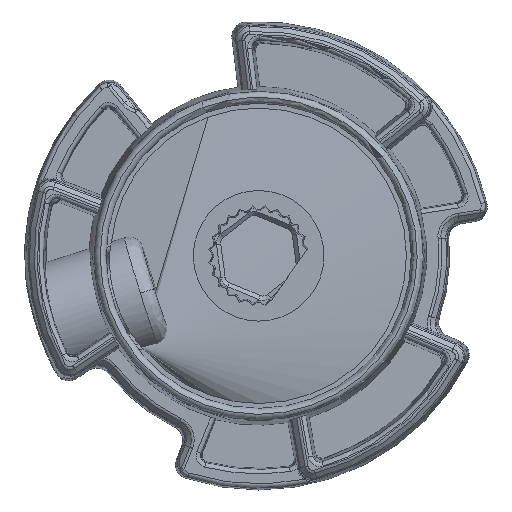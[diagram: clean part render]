
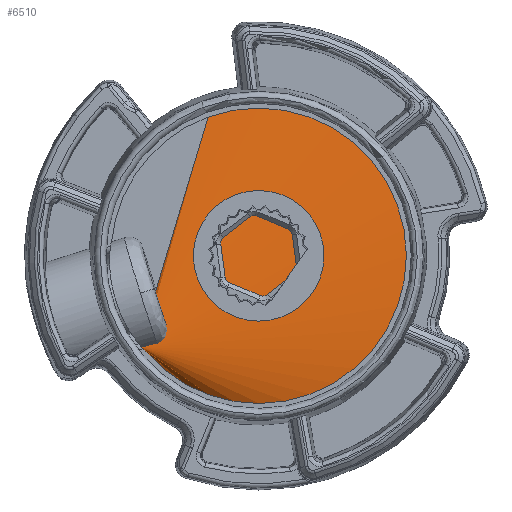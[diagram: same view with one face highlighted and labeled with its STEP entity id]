
A CAD part, left-side view. The second image highlights one B-rep face of the part: STEP entity #6510.
In plain terms, the highlighted conical face has half-angle 2 degrees and reference radius 10.586 mm.
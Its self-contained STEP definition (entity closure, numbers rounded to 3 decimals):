
#446=B_SPLINE_CURVE_WITH_KNOTS('',3,(#16308,#16309,#16310,#16311,#16312,
#16313,#16314,#16315,#16316,#16317,#16318,#16319,#16320,#16321,#16322,#16323,
#16324,#16325),.UNSPECIFIED.,.F.,.F.,(4,2,2,2,2,2,2,2,4),(0.005,
0.155,0.309,0.463,0.617,
0.771,0.926,1.08,1.229),
 .UNSPECIFIED.);
#1026=FACE_OUTER_BOUND('',#1436,.T.);
#1436=EDGE_LOOP('',(#5605,#5606,#5607,#5608,#5609,#5610,#5611));
#1740=CIRCLE('',#7042,10.586);
#1744=CIRCLE('',#7046,10.586);
#1778=CIRCLE('',#7127,10.25);
#1779=CIRCLE('',#7128,10.25);
#2164=LINE('',#18489,#2499);
#2499=VECTOR('',#8587,10.586);
#2972=VERTEX_POINT('',#16139);
#2973=VERTEX_POINT('',#16140);
#2976=VERTEX_POINT('',#16149);
#2980=VERTEX_POINT('',#16306);
#3042=VERTEX_POINT('',#18486);
#3810=EDGE_CURVE('',#2972,#2973,#1740,.F.);
#3814=EDGE_CURVE('',#2973,#2972,#1744,.F.);
#3819=EDGE_CURVE('',#2980,#2976,#446,.T.);
#3943=EDGE_CURVE('',#2976,#3042,#1778,.T.);
#3944=EDGE_CURVE('',#3042,#2980,#1779,.T.);
#3945=EDGE_CURVE('',#3042,#2973,#2164,.T.);
#5605=ORIENTED_EDGE('',*,*,#3943,.F.);
#5606=ORIENTED_EDGE('',*,*,#3819,.F.);
#5607=ORIENTED_EDGE('',*,*,#3944,.F.);
#5608=ORIENTED_EDGE('',*,*,#3945,.T.);
#5609=ORIENTED_EDGE('',*,*,#3810,.F.);
#5610=ORIENTED_EDGE('',*,*,#3814,.F.);
#5611=ORIENTED_EDGE('',*,*,#3945,.F.);
#6190=CONICAL_SURFACE('',#7126,10.586,0.035);
#6510=ADVANCED_FACE('',(#1026),#6190,.F.);
#7042=AXIS2_PLACEMENT_3D('',#16141,#8377,#8378);
#7046=AXIS2_PLACEMENT_3D('',#16147,#8385,#8386);
#7126=AXIS2_PLACEMENT_3D('',#18485,#8581,#8582);
#7127=AXIS2_PLACEMENT_3D('',#18487,#8583,#8584);
#7128=AXIS2_PLACEMENT_3D('',#18488,#8585,#8586);
#8377=DIRECTION('center_axis',(-1.,0.,0.));
#8378=DIRECTION('ref_axis',(0.,-0.866,0.5));
#8385=DIRECTION('center_axis',(-1.,0.,0.));
#8386=DIRECTION('ref_axis',(0.,-0.866,0.5));
#8581=DIRECTION('center_axis',(-1.,0.,0.));
#8582=DIRECTION('ref_axis',(0.,-0.5,-0.866));
#8583=DIRECTION('center_axis',(-1.,0.,0.));
#8584=DIRECTION('ref_axis',(0.,0.995,0.095));
#8585=DIRECTION('center_axis',(-1.,0.,0.));
#8586=DIRECTION('ref_axis',(0.,0.995,0.095));
#8587=DIRECTION('',(-0.999,0.017,0.03));
#16139=CARTESIAN_POINT('',(-27.117,-35.734,-5.009));
#16140=CARTESIAN_POINT('',(-27.117,-21.274,-1.134));
#16141=CARTESIAN_POINT('Origin',(-27.117,-26.567,-10.302));
#16147=CARTESIAN_POINT('Origin',(-27.117,-26.567,-10.302));
#16149=CARTESIAN_POINT('',(-17.5,-18.769,-16.955));
#16306=CARTESIAN_POINT('',(-17.5,-16.363,-9.325));
#16308=CARTESIAN_POINT('Ctrl Pts',(-17.5,-16.363,
-9.325));
#16309=CARTESIAN_POINT('Ctrl Pts',(-17.999,-16.345,-9.331));
#16310=CARTESIAN_POINT('Ctrl Pts',(-18.522,-16.315,
-9.443));
#16311=CARTESIAN_POINT('Ctrl Pts',(-19.5,-16.253,
-9.878));
#16312=CARTESIAN_POINT('Ctrl Pts',(-19.952,-16.225,-10.207));
#16313=CARTESIAN_POINT('Ctrl Pts',(-20.666,-16.22,
-10.948));
#16314=CARTESIAN_POINT('Ctrl Pts',(-20.978,-16.242,
-11.41));
#16315=CARTESIAN_POINT('Ctrl Pts',(-21.395,-16.383,
-12.404));
#16316=CARTESIAN_POINT('Ctrl Pts',(-21.5,-16.503,
-12.936));
#16317=CARTESIAN_POINT('Ctrl Pts',(-21.5,-16.812,
-13.916));
#16318=CARTESIAN_POINT('Ctrl Pts',(-21.395,-17.019,
-14.421));
#16319=CARTESIAN_POINT('Ctrl Pts',(-20.978,-17.474,
-15.316));
#16320=CARTESIAN_POINT('Ctrl Pts',(-20.666,-17.721,
-15.708));
#16321=CARTESIAN_POINT('Ctrl Pts',(-19.952,-18.15,-16.312));
#16322=CARTESIAN_POINT('Ctrl Pts',(-19.5,-18.362,
-16.565));
#16323=CARTESIAN_POINT('Ctrl Pts',(-18.522,-18.661,
-16.886));
#16324=CARTESIAN_POINT('Ctrl Pts',(-17.999,-18.751,-16.96));
#16325=CARTESIAN_POINT('Ctrl Pts',(-17.5,-18.769,
-16.955));
#18485=CARTESIAN_POINT('Origin',(-27.117,-26.567,-10.302));
#18486=CARTESIAN_POINT('',(-17.5,-21.442,-1.425));
#18487=CARTESIAN_POINT('Origin',(-17.5,-26.567,-10.302));
#18488=CARTESIAN_POINT('Origin',(-17.5,-26.567,-10.302));
#18489=CARTESIAN_POINT('',(-27.117,-21.274,-1.134));
